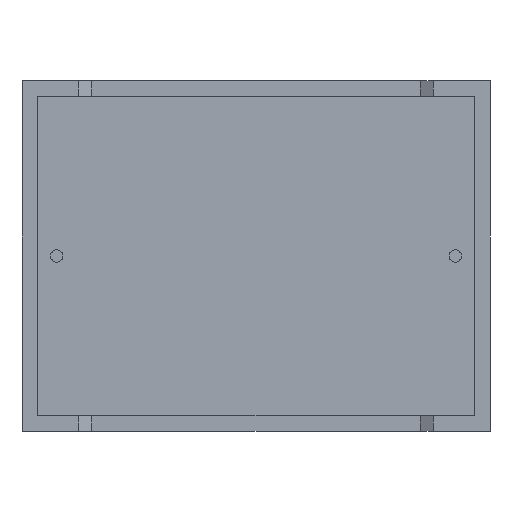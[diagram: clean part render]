
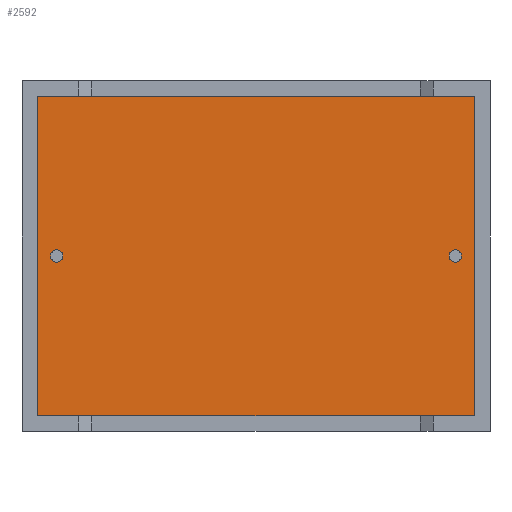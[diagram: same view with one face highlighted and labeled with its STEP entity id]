
A CAD part, front view. The second image highlights one B-rep face of the part: STEP entity #2592.
In plain terms, the highlighted planar face has unit normal (0, -1, 0).
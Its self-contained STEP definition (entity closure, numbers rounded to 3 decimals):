
#19 = CARTESIAN_POINT ( 'NONE',  ( 2.4, 0.75, 11.675 ) ) ;
#57 = EDGE_CURVE ( 'NONE', #3020, #1726, #2049, .T. ) ;
#76 = ORIENTED_EDGE ( 'NONE', *, *, #2799, .F. ) ;
#148 = CARTESIAN_POINT ( 'NONE',  ( 29.9, 0.75, 11.675 ) ) ;
#249 = CARTESIAN_POINT ( 'NONE',  ( 31.223, 0.75, 23.123 ) ) ;
#348 = CARTESIAN_POINT ( 'NONE',  ( 2.4, 0.75, 12.1 ) ) ;
#370 = CIRCLE ( 'NONE', #2138, 0.425 ) ;
#446 = PLANE ( 'NONE',  #1258 ) ;
#475 = DIRECTION ( 'NONE',  ( 0., -1., 0. ) ) ;
#492 = CARTESIAN_POINT ( 'NONE',  ( 31.223, 0.75, 1.077 ) ) ;
#568 = LINE ( 'NONE', #492, #2648 ) ;
#594 = VERTEX_POINT ( 'NONE', #249 ) ;
#646 = DIRECTION ( 'NONE',  ( 0., 0., -1. ) ) ;
#687 = FACE_BOUND ( 'NONE', #2369, .T. ) ;
#720 = DIRECTION ( 'NONE',  ( 0., 0., -1. ) ) ;
#741 = DIRECTION ( 'NONE',  ( 0., 0., -1. ) ) ;
#910 = DIRECTION ( 'NONE',  ( 0., 0., -1. ) ) ;
#927 = ORIENTED_EDGE ( 'NONE', *, *, #1717, .T. ) ;
#1039 = VERTEX_POINT ( 'NONE', #148 ) ;
#1101 = CARTESIAN_POINT ( 'NONE',  ( 1.077, 0.75, 1.077 ) ) ;
#1190 = ORIENTED_EDGE ( 'NONE', *, *, #1478, .F. ) ;
#1258 = AXIS2_PLACEMENT_3D ( 'NONE', #2391, #1472, #741 ) ;
#1266 = CARTESIAN_POINT ( 'NONE',  ( 31.223, 0.75, 1.077 ) ) ;
#1302 = VECTOR ( 'NONE', #2783, 1000. ) ;
#1360 = AXIS2_PLACEMENT_3D ( 'NONE', #1627, #2529, #2117 ) ;
#1382 = DIRECTION ( 'NONE',  ( 0., 0., -1. ) ) ;
#1465 = ORIENTED_EDGE ( 'NONE', *, *, #1929, .T. ) ;
#1472 = DIRECTION ( 'NONE',  ( 0., -1., 0. ) ) ;
#1478 = EDGE_CURVE ( 'NONE', #1039, #3046, #2701, .T. ) ;
#1526 = VERTEX_POINT ( 'NONE', #1916 ) ;
#1569 = CARTESIAN_POINT ( 'NONE',  ( 1.077, 0.75, 23.123 ) ) ;
#1622 = ORIENTED_EDGE ( 'NONE', *, *, #2518, .F. ) ;
#1627 = CARTESIAN_POINT ( 'NONE',  ( 2.4, 0.75, 12.1 ) ) ;
#1628 = DIRECTION ( 'NONE',  ( -1., 0., 0. ) ) ;
#1708 = EDGE_CURVE ( 'NONE', #594, #3020, #2485, .T. ) ;
#1717 = EDGE_CURVE ( 'NONE', #1726, #1910, #1840, .T. ) ;
#1726 = VERTEX_POINT ( 'NONE', #1101 ) ;
#1840 = LINE ( 'NONE', #3031, #1302 ) ;
#1901 = CIRCLE ( 'NONE', #2287, 0.425 ) ;
#1910 = VERTEX_POINT ( 'NONE', #1266 ) ;
#1916 = CARTESIAN_POINT ( 'NONE',  ( 2.4, 0.75, 12.525 ) ) ;
#1929 = EDGE_CURVE ( 'NONE', #1910, #594, #568, .T. ) ;
#1940 = ORIENTED_EDGE ( 'NONE', *, *, #1708, .T. ) ;
#1960 = CARTESIAN_POINT ( 'NONE',  ( 1.077, 0.75, 23.123 ) ) ;
#2024 = DIRECTION ( 'NONE',  ( 0., -1., 0. ) ) ;
#2049 = LINE ( 'NONE', #1569, #2806 ) ;
#2077 = CARTESIAN_POINT ( 'NONE',  ( 31.223, 0.75, 23.123 ) ) ;
#2117 = DIRECTION ( 'NONE',  ( 0., 0., -1. ) ) ;
#2138 = AXIS2_PLACEMENT_3D ( 'NONE', #2986, #475, #646 ) ;
#2166 = CARTESIAN_POINT ( 'NONE',  ( 29.9, 0.75, 12.1 ) ) ;
#2168 = EDGE_LOOP ( 'NONE', ( #2374, #927, #1465, #1940 ) ) ;
#2207 = DIRECTION ( 'NONE',  ( 0., 0., 1. ) ) ;
#2218 = ORIENTED_EDGE ( 'NONE', *, *, #2771, .F. ) ;
#2287 = AXIS2_PLACEMENT_3D ( 'NONE', #348, #2024, #910 ) ;
#2369 = EDGE_LOOP ( 'NONE', ( #76, #1190 ) ) ;
#2374 = ORIENTED_EDGE ( 'NONE', *, *, #57, .T. ) ;
#2391 = CARTESIAN_POINT ( 'NONE',  ( 0., 0.75, 0. ) ) ;
#2485 = LINE ( 'NONE', #2077, #2954 ) ;
#2518 = EDGE_CURVE ( 'NONE', #1526, #2983, #2772, .T. ) ;
#2529 = DIRECTION ( 'NONE',  ( 0., -1., 0. ) ) ;
#2542 = FACE_BOUND ( 'NONE', #2753, .T. ) ;
#2559 = AXIS2_PLACEMENT_3D ( 'NONE', #2166, #2843, #720 ) ;
#2592 = ADVANCED_FACE ( 'NONE', ( #687, #3037, #2542 ), #446, .T. ) ;
#2648 = VECTOR ( 'NONE', #2207, 1000. ) ;
#2681 = CARTESIAN_POINT ( 'NONE',  ( 29.9, 0.75, 12.525 ) ) ;
#2701 = CIRCLE ( 'NONE', #2559, 0.425 ) ;
#2753 = EDGE_LOOP ( 'NONE', ( #1622, #2218 ) ) ;
#2771 = EDGE_CURVE ( 'NONE', #2983, #1526, #1901, .T. ) ;
#2772 = CIRCLE ( 'NONE', #1360, 0.425 ) ;
#2783 = DIRECTION ( 'NONE',  ( 1., 0., 0. ) ) ;
#2799 = EDGE_CURVE ( 'NONE', #3046, #1039, #370, .T. ) ;
#2806 = VECTOR ( 'NONE', #1382, 1000. ) ;
#2843 = DIRECTION ( 'NONE',  ( 0., -1., 0. ) ) ;
#2954 = VECTOR ( 'NONE', #1628, 1000. ) ;
#2983 = VERTEX_POINT ( 'NONE', #19 ) ;
#2986 = CARTESIAN_POINT ( 'NONE',  ( 29.9, 0.75, 12.1 ) ) ;
#3020 = VERTEX_POINT ( 'NONE', #1960 ) ;
#3031 = CARTESIAN_POINT ( 'NONE',  ( 1.077, 0.75, 1.077 ) ) ;
#3037 = FACE_OUTER_BOUND ( 'NONE', #2168, .T. ) ;
#3046 = VERTEX_POINT ( 'NONE', #2681 ) ;
